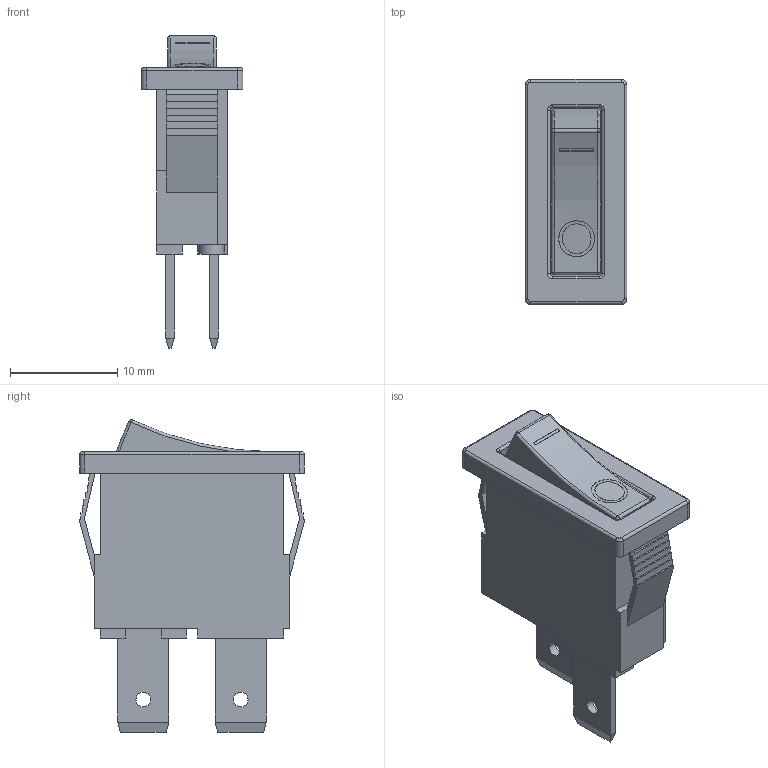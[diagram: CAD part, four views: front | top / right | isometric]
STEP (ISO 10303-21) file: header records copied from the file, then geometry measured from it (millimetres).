
FILE_DESCRIPTION (( 'STEP AP214' ), '1' );
FILE_NAME ('User Library-H8800VABB132W (ARCOLECTRIC).STEP', '2017-01-12T17:32:33', ( 'Windows User' ), ( '' ), 'SwSTEP 2.0', 'SolidWorks 2017', '' );
FILE_SCHEMA (( 'AUTOMOTIVE_DESIGN' ));
Length unit declared in the file: inch
Products named in the file (1): User Library-H8800VABB132W  (ARCOLECTRIC)
Bounding box: 9.5 x 21.08 x 29.18 mm (x, y, z)
Volume: 2393.6 mm3; surface area: 2074.2 mm2
Topology: 4 solids, 4 shells, 156 faces, 397 edges, 251 vertices
Faces by surface type: plane 99, cylinder 30, torus 14, bspline 8, sphere 5
Entity records: 5458 total; most frequent: CARTESIAN_POINT 1443, ORIENTED_EDGE 786, DIRECTION 753, EDGE_CURVE 393, LINE 291, VECTOR 291, VERTEX_POINT 249, AXIS2_PLACEMENT_3D 231
